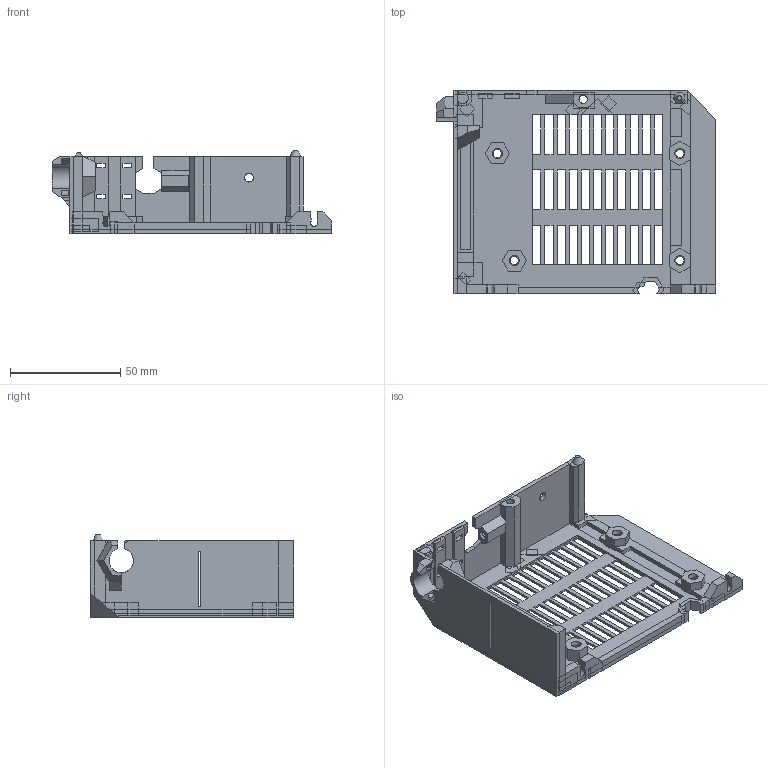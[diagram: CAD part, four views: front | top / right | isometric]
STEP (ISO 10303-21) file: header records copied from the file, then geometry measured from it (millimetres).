
FILE_DESCRIPTION(('FreeCAD Model'),'2;1');
FILE_NAME('RAMPS-cover-base.step','2020-04-20T10:11:00',('Author'),(''), 'Open CASCADE STEP processor 7.3','FreeCAD','Unknown');
FILE_SCHEMA(('AUTOMOTIVE_DESIGN { 1 0 10303 214 1 1 1 1 }'));
Length unit declared in the file: millimetre
Products named in the file (1): difference006
Bounding box: 126.5 x 92 x 38 mm (x, y, z)
Volume: 37305.4 mm3; surface area: 37671.5 mm2
Topology: 1 solids, 1 shells, 796 faces, 2185 edges, 1358 vertices
Faces by surface type: plane 734, bspline 32, cylinder 23, cone 7
Full cylindrical faces by diameter (mm): 3.6 x1, 3.8 x5, 4 x1, 6.4 x1
Entity records: 57432 total; most frequent: CARTESIAN_POINT 11016, DIRECTION 6520, LINE 4684, VECTOR 4684, ORIENTED_EDGE 4370, PCURVE 4370, DEFINITIONAL_REPRESENTATION 4370, EDGE_CURVE 2185
